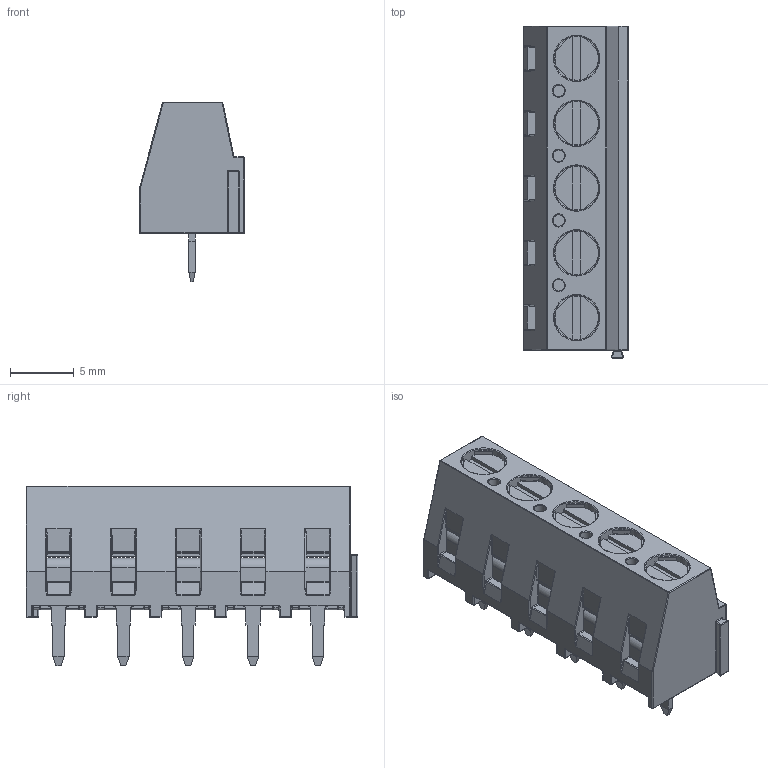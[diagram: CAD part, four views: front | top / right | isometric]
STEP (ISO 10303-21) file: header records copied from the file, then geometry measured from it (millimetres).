
FILE_DESCRIPTION(/* description */ (''),/* implementation_level */ '2;1');
FILE_NAME(/* name */ 'TE - 282837-5.step',/* time_stamp */ '2020-07-12T23:44:30+01:00',/* author */ (''),/* organization */ (''),/* preprocessor_version */ 'ST-DEVELOPER v18.1',/* originating_system */ 'Autodesk Translation Framework v9.3.0.1241',/* authorisation */ '');
FILE_SCHEMA (('AUTOMOTIVE_DESIGN { 1 0 10303 214 3 1 1 }'));
Products named in the file (1): TE - 282837-5
Bounding box: 8.2 x 26 x 14.1 mm (x, y, z)
Volume: 1081.7 mm3; surface area: 2870.4 mm2
Topology: 1 solids, 1 shells, 1597 faces, 3951 edges, 2313 vertices
Faces by surface type: cylinder 688, plane 492, bspline 186, torus 125, sphere 101, cone 5
Full cylindrical faces by diameter (mm): 0.9 x4, 2.016 x5, 2.53 x5, 2.58 x5, 2.7 x5, 3.4 x5, 3.5 x5
Entity records: 62533 total; most frequent: CARTESIAN_POINT 24837, DIRECTION 7928, ORIENTED_EDGE 7838, EDGE_CURVE 3919, AXIS2_PLACEMENT_3D 3046, VERTEX_POINT 2313, LINE 1836, VECTOR 1836
